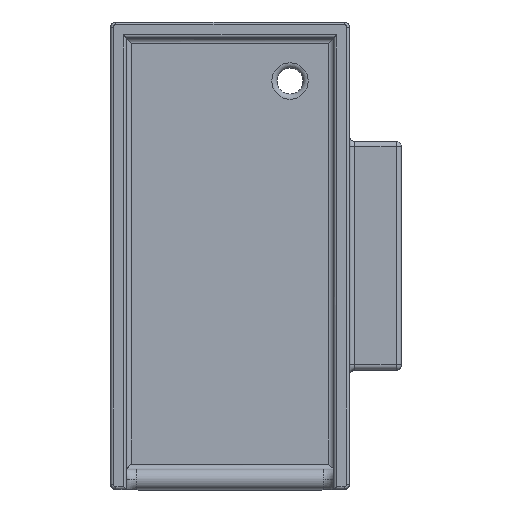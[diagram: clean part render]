
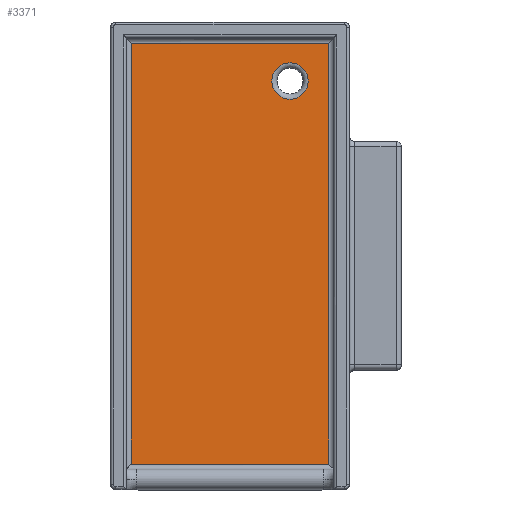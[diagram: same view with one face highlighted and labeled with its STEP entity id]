
A CAD part, top view. The second image highlights one B-rep face of the part: STEP entity #3371.
In plain terms, the highlighted planar face has unit normal (0, 0, 1).
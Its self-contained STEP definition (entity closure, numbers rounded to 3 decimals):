
#23=FACE_BOUND('',#1017,.T.);
#44=PLANE('',#3720);
#206=LINE('',#8034,#429);
#207=LINE('',#8036,#430);
#208=LINE('',#8038,#431);
#209=LINE('',#8039,#432);
#429=VECTOR('',#4473,10.);
#430=VECTOR('',#4474,10.);
#431=VECTOR('',#4475,10.);
#432=VECTOR('',#4476,10.);
#796=FACE_OUTER_BOUND('',#1016,.T.);
#1016=EDGE_LOOP('',(#2716,#2717,#2718,#2719));
#1017=EDGE_LOOP('',(#2720));
#1260=CIRCLE('',#3718,3.5);
#1560=VERTEX_POINT('',#8028);
#1561=VERTEX_POINT('',#8032);
#1562=VERTEX_POINT('',#8033);
#1563=VERTEX_POINT('',#8035);
#1564=VERTEX_POINT('',#8037);
#1971=EDGE_CURVE('',#1560,#1560,#1260,.T.);
#1973=EDGE_CURVE('',#1561,#1562,#206,.T.);
#1974=EDGE_CURVE('',#1563,#1561,#207,.T.);
#1975=EDGE_CURVE('',#1564,#1563,#208,.T.);
#1976=EDGE_CURVE('',#1562,#1564,#209,.T.);
#2716=ORIENTED_EDGE('',*,*,#1973,.F.);
#2717=ORIENTED_EDGE('',*,*,#1974,.F.);
#2718=ORIENTED_EDGE('',*,*,#1975,.F.);
#2719=ORIENTED_EDGE('',*,*,#1976,.F.);
#2720=ORIENTED_EDGE('',*,*,#1971,.F.);
#3371=ADVANCED_FACE('',(#796,#23),#44,.T.);
#3718=AXIS2_PLACEMENT_3D('',#8029,#4467,#4468);
#3720=AXIS2_PLACEMENT_3D('',#8031,#4471,#4472);
#4467=DIRECTION('center_axis',(0.,0.,1.));
#4468=DIRECTION('ref_axis',(1.,0.,0.));
#4471=DIRECTION('center_axis',(0.,0.,1.));
#4472=DIRECTION('ref_axis',(-1.,0.,0.));
#4473=DIRECTION('',(1.,0.,0.));
#4474=DIRECTION('',(0.,1.,0.));
#4475=DIRECTION('',(-1.,0.,0.));
#4476=DIRECTION('',(0.,-1.,0.));
#8028=CARTESIAN_POINT('',(25.198,33.756,-32.9));
#8029=CARTESIAN_POINT('Origin',(21.698,33.756,-32.9));
#8031=CARTESIAN_POINT('Origin',(30.15,0.,-32.9));
#8032=CARTESIAN_POINT('',(-8.85,41.,-32.9));
#8033=CARTESIAN_POINT('',(29.15,41.,-32.9));
#8034=CARTESIAN_POINT('',(20.15,41.,-32.9));
#8035=CARTESIAN_POINT('',(-8.85,-40.,-32.9));
#8036=CARTESIAN_POINT('',(-8.85,0.,-32.9));
#8037=CARTESIAN_POINT('',(29.15,-40.,-32.9));
#8038=CARTESIAN_POINT('',(30.15,-40.,-32.9));
#8039=CARTESIAN_POINT('',(29.15,0.,-32.9));
